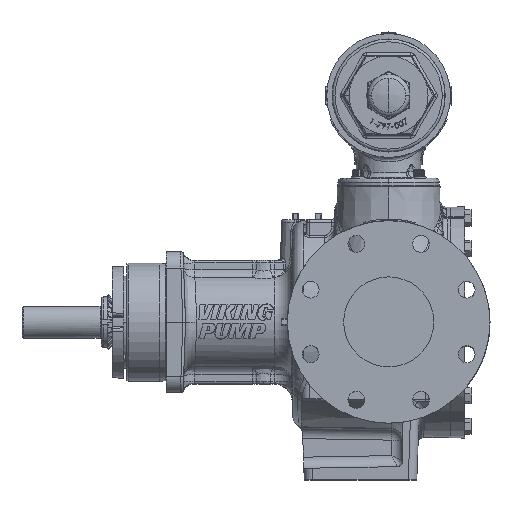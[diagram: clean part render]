
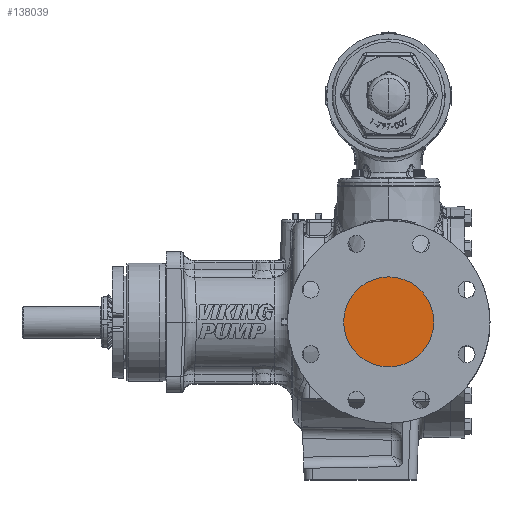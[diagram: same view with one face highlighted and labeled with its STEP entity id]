
A CAD part, top view. The second image highlights one B-rep face of the part: STEP entity #138039.
In plain terms, the highlighted planar face has unit normal (0, 0, 1).
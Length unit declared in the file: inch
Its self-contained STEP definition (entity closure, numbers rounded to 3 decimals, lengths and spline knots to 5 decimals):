
#11304 = CARTESIAN_POINT ( 'NONE',  ( -0.75, 0., 8. ) ) ;
#42736 = AXIS2_PLACEMENT_3D ( 'NONE', #104438, #234223, #123074 ) ;
#49329 = AXIS2_PLACEMENT_3D ( 'NONE', #169096, #57557, #187675 ) ;
#57557 = DIRECTION ( 'NONE',  ( 0., 0., 1. ) ) ;
#65227 = EDGE_CURVE ( 'NONE', #94632, #69661, #123920, .T. ) ;
#69661 = VERTEX_POINT ( 'NONE', #133895 ) ;
#94632 = VERTEX_POINT ( 'NONE', #11304 ) ;
#103849 = CIRCLE ( 'NONE', #42736, 2. ) ;
#104438 = CARTESIAN_POINT ( 'NONE',  ( -2.75, 0., 8. ) ) ;
#122512 = FACE_OUTER_BOUND ( 'NONE', #157357, .T. ) ;
#123074 = DIRECTION ( 'NONE',  ( 1., 0., 0. ) ) ;
#123920 = CIRCLE ( 'NONE', #188231, 2. ) ;
#133895 = CARTESIAN_POINT ( 'NONE',  ( -4.75, 0., 8. ) ) ;
#138039 = ADVANCED_FACE ( 'NONE', ( #122512 ), #178144, .T. ) ;
#157357 = EDGE_LOOP ( 'NONE', ( #176926, #177249 ) ) ;
#169096 = CARTESIAN_POINT ( 'NONE',  ( -2.75, 0., 8. ) ) ;
#176926 = ORIENTED_EDGE ( 'NONE', *, *, #65227, .F. ) ;
#177249 = ORIENTED_EDGE ( 'NONE', *, *, #231828, .F. ) ;
#178144 = PLANE ( 'NONE',  #49329 ) ;
#187675 = DIRECTION ( 'NONE',  ( 1., 0., 0. ) ) ;
#188231 = AXIS2_PLACEMENT_3D ( 'NONE', #238420, #238143, #238101 ) ;
#231828 = EDGE_CURVE ( 'NONE', #69661, #94632, #103849, .T. ) ;
#234223 = DIRECTION ( 'NONE',  ( 0., 0., -1. ) ) ;
#238101 = DIRECTION ( 'NONE',  ( 1., 0., 0. ) ) ;
#238143 = DIRECTION ( 'NONE',  ( 0., 0., -1. ) ) ;
#238420 = CARTESIAN_POINT ( 'NONE',  ( -2.75, 0., 8. ) ) ;
